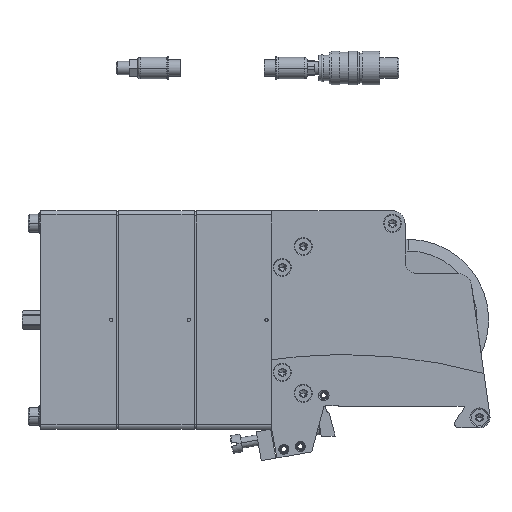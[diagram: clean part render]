
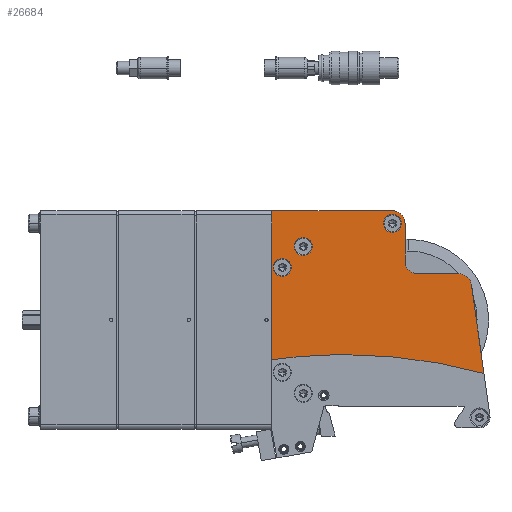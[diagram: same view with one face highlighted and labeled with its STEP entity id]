
A CAD part, left-side view. The second image highlights one B-rep face of the part: STEP entity #26684.
In plain terms, the highlighted planar face has unit normal (-1, 0, 0).
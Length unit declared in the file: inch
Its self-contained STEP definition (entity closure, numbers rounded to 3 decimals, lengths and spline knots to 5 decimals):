
#109 = CARTESIAN_POINT ( 'NONE',  ( 0.00394, 1.25945, -0.74803 ) ) ;
#426 = CARTESIAN_POINT ( 'NONE',  ( 0.00394, 0.6689, 1.21063 ) ) ;
#569 = VERTEX_POINT ( 'NONE', #16276 ) ;
#744 = EDGE_CURVE ( 'NONE', #6992, #4982, #16086, .T. ) ;
#1166 = VERTEX_POINT ( 'NONE', #24802 ) ;
#1338 = AXIS2_PLACEMENT_3D ( 'NONE', #7172, #25965, #28839 ) ;
#2191 = CARTESIAN_POINT ( 'NONE',  ( 0.00394, -1.00433, 1.81102 ) ) ;
#2813 = DIRECTION ( 'NONE',  ( 0., 0., 1. ) ) ;
#2939 = EDGE_CURVE ( 'NONE', #6410, #25039, #5668, .T. ) ;
#3046 = ORIENTED_EDGE ( 'NONE', *, *, #12317, .T. ) ;
#3511 = DIRECTION ( 'NONE',  ( -1., 0., 0. ) ) ;
#3750 = DIRECTION ( 'NONE',  ( -1., 0., 0. ) ) ;
#3775 = CIRCLE ( 'NONE', #10856, 0.16732 ) ;
#3969 = CARTESIAN_POINT ( 'NONE',  ( 0.00394, -1.24055, 1.81102 ) ) ;
#4156 = CARTESIAN_POINT ( 'NONE',  ( 0.00394, 1.25945, -0.74803 ) ) ;
#4496 = VERTEX_POINT ( 'NONE', #25736 ) ;
#4545 = CIRCLE ( 'NONE', #26406, 0.16732 ) ;
#4587 = DIRECTION ( 'NONE',  ( 0., 0., 1. ) ) ;
#4603 = CARTESIAN_POINT ( 'NONE',  ( 0.00394, -0.11225, -10.4945 ) ) ;
#4646 = CARTESIAN_POINT ( 'NONE',  ( 0.00394, -2.72077, -1.00394 ) ) ;
#4957 = CARTESIAN_POINT ( 'NONE',  ( 0.00394, -1.47677, 0.86614 ) ) ;
#4982 = VERTEX_POINT ( 'NONE', #16935 ) ;
#5068 = AXIS2_PLACEMENT_3D ( 'NONE', #4603, #19251, #16362 ) ;
#5100 = DIRECTION ( 'NONE',  ( 0., 1., 0. ) ) ;
#5242 = DIRECTION ( 'NONE',  ( 0., 0., 1. ) ) ;
#5358 = CIRCLE ( 'NONE', #21606, 0.23622 ) ;
#5399 = VECTOR ( 'NONE', #7078, 39.37008 ) ;
#5415 = CARTESIAN_POINT ( 'NONE',  ( 0.00394, 1.25945, 2.04724 ) ) ;
#5600 = ORIENTED_EDGE ( 'NONE', *, *, #13531, .F. ) ;
#5668 = CIRCLE ( 'NONE', #12726, 0.23622 ) ;
#6039 = CARTESIAN_POINT ( 'NONE',  ( 0.00394, -0.11225, -10.4945 ) ) ;
#6362 = ORIENTED_EDGE ( 'NONE', *, *, #9992, .F. ) ;
#6410 = VERTEX_POINT ( 'NONE', #4957 ) ;
#6437 = CARTESIAN_POINT ( 'NONE',  ( 0.00394, -1.47677, 0.86614 ) ) ;
#6992 = VERTEX_POINT ( 'NONE', #18617 ) ;
#7042 = CIRCLE ( 'NONE', #27868, 0.16732 ) ;
#7078 = DIRECTION ( 'NONE',  ( 0., 0.139, 0.99 ) ) ;
#7172 = CARTESIAN_POINT ( 'NONE',  ( 0.00394, -1.00433, 1.81102 ) ) ;
#7595 = CARTESIAN_POINT ( 'NONE',  ( 0.00394, 1.0626, 0.98425 ) ) ;
#7922 = ORIENTED_EDGE ( 'NONE', *, *, #14764, .F. ) ;
#7991 = AXIS2_PLACEMENT_3D ( 'NONE', #6039, #3511, #13149 ) ;
#8244 = VERTEX_POINT ( 'NONE', #426 ) ;
#8724 = DIRECTION ( 'NONE',  ( 0., 0., -1. ) ) ;
#9228 = VERTEX_POINT ( 'NONE', #30929 ) ;
#9353 = VECTOR ( 'NONE', #31091, 39.37008 ) ;
#9731 = ORIENTED_EDGE ( 'NONE', *, *, #2939, .T. ) ;
#9992 = EDGE_CURVE ( 'NONE', #4982, #6992, #10761, .T. ) ;
#10072 = LINE ( 'NONE', #31288, #5399 ) ;
#10209 = ORIENTED_EDGE ( 'NONE', *, *, #24319, .T. ) ;
#10373 = VERTEX_POINT ( 'NONE', #4646 ) ;
#10761 = CIRCLE ( 'NONE', #15350, 0.16732 ) ;
#10856 = AXIS2_PLACEMENT_3D ( 'NONE', #7595, #29903, #22109 ) ;
#10888 = EDGE_CURVE ( 'NONE', #18316, #16539, #26889, .T. ) ;
#11086 = CARTESIAN_POINT ( 'NONE',  ( 0.00394, 1.25945, 2.04724 ) ) ;
#11218 = DIRECTION ( 'NONE',  ( 0., 0., 1. ) ) ;
#11458 = DIRECTION ( 'NONE',  ( 1., 0., 0. ) ) ;
#11627 = CIRCLE ( 'NONE', #5068, 9.84252 ) ;
#12160 = DIRECTION ( 'NONE',  ( 0., 0., 1. ) ) ;
#12317 = EDGE_CURVE ( 'NONE', #1166, #18316, #15023, .T. ) ;
#12412 = ORIENTED_EDGE ( 'NONE', *, *, #744, .F. ) ;
#12462 = CARTESIAN_POINT ( 'NONE',  ( 0.00394, -0.11225, -10.4945 ) ) ;
#12726 = AXIS2_PLACEMENT_3D ( 'NONE', #16419, #11458, #18656 ) ;
#12971 = CARTESIAN_POINT ( 'NONE',  ( 0.00394, -1.24055, 1.10236 ) ) ;
#13149 = DIRECTION ( 'NONE',  ( 0., 0., 1. ) ) ;
#13167 = ORIENTED_EDGE ( 'NONE', *, *, #18453, .F. ) ;
#13386 = DIRECTION ( 'NONE',  ( 0., 0., 1. ) ) ;
#13527 = DIRECTION ( 'NONE',  ( -1., 0., 0. ) ) ;
#13531 = EDGE_CURVE ( 'NONE', #22382, #8244, #4545, .T. ) ;
#13619 = ORIENTED_EDGE ( 'NONE', *, *, #24689, .T. ) ;
#13705 = ORIENTED_EDGE ( 'NONE', *, *, #18996, .T. ) ;
#13832 = AXIS2_PLACEMENT_3D ( 'NONE', #12462, #27013, #12160 ) ;
#14190 = ORIENTED_EDGE ( 'NONE', *, *, #28865, .T. ) ;
#14531 = CARTESIAN_POINT ( 'NONE',  ( 0.00394, -0.11225, -0.65198 ) ) ;
#14724 = DIRECTION ( 'NONE',  ( -1., 0., 0. ) ) ;
#14764 = EDGE_CURVE ( 'NONE', #9228, #26847, #7042, .T. ) ;
#15023 = CIRCLE ( 'NONE', #1338, 0.23622 ) ;
#15350 = AXIS2_PLACEMENT_3D ( 'NONE', #2191, #26382, #11218 ) ;
#15405 = FACE_OUTER_BOUND ( 'NONE', #26158, .T. ) ;
#15776 = CIRCLE ( 'NONE', #23990, 0.16732 ) ;
#15908 = EDGE_CURVE ( 'NONE', #8244, #22382, #15776, .T. ) ;
#15921 = CARTESIAN_POINT ( 'NONE',  ( 0.00394, 1.0626, 0.98425 ) ) ;
#16086 = CIRCLE ( 'NONE', #20198, 0.16732 ) ;
#16276 = CARTESIAN_POINT ( 'NONE',  ( 0.00394, -2.25261, 0.86614 ) ) ;
#16362 = DIRECTION ( 'NONE',  ( 0., 0., 1. ) ) ;
#16419 = CARTESIAN_POINT ( 'NONE',  ( 0.00394, -1.47677, 1.10236 ) ) ;
#16424 = CIRCLE ( 'NONE', #13832, 9.84252 ) ;
#16539 = VERTEX_POINT ( 'NONE', #11086 ) ;
#16691 = EDGE_CURVE ( 'NONE', #21180, #10373, #16424, .T. ) ;
#16935 = CARTESIAN_POINT ( 'NONE',  ( 0.00394, -1.00433, 1.97835 ) ) ;
#17278 = DIRECTION ( 'NONE',  ( -1., 0., 0. ) ) ;
#18278 = LINE ( 'NONE', #4156, #20827 ) ;
#18316 = VERTEX_POINT ( 'NONE', #25615 ) ;
#18453 = EDGE_CURVE ( 'NONE', #26847, #9228, #3775, .T. ) ;
#18617 = CARTESIAN_POINT ( 'NONE',  ( 0.00394, -1.00433, 1.6437 ) ) ;
#18656 = DIRECTION ( 'NONE',  ( 0., 0., 1. ) ) ;
#18812 = DIRECTION ( 'NONE',  ( 0., 0., 1. ) ) ;
#18974 = CARTESIAN_POINT ( 'NONE',  ( 0.00394, 0.6689, 1.37795 ) ) ;
#18996 = EDGE_CURVE ( 'NONE', #4496, #569, #5358, .T. ) ;
#19251 = DIRECTION ( 'NONE',  ( 1., 0., 0. ) ) ;
#20198 = AXIS2_PLACEMENT_3D ( 'NONE', #21626, #14724, #5242 ) ;
#20371 = FACE_BOUND ( 'NONE', #24699, .T. ) ;
#20827 = VECTOR ( 'NONE', #8724, 39.37008 ) ;
#21049 = EDGE_LOOP ( 'NONE', ( #6362, #12412 ) ) ;
#21065 = VECTOR ( 'NONE', #5100, 39.37008 ) ;
#21094 = CARTESIAN_POINT ( 'NONE',  ( 0.00394, -2.25261, 0.62992 ) ) ;
#21180 = VERTEX_POINT ( 'NONE', #14531 ) ;
#21606 = AXIS2_PLACEMENT_3D ( 'NONE', #21094, #3750, #13386 ) ;
#21626 = CARTESIAN_POINT ( 'NONE',  ( 0.00394, -1.00433, 1.81102 ) ) ;
#22109 = DIRECTION ( 'NONE',  ( 0., 0., 1. ) ) ;
#22382 = VERTEX_POINT ( 'NONE', #28975 ) ;
#23401 = FACE_BOUND ( 'NONE', #31117, .T. ) ;
#23625 = DIRECTION ( 'NONE',  ( 0., 0., 1. ) ) ;
#23990 = AXIS2_PLACEMENT_3D ( 'NONE', #18974, #13527, #18812 ) ;
#24178 = CARTESIAN_POINT ( 'NONE',  ( 0.00394, 0.6689, 1.37795 ) ) ;
#24319 = EDGE_CURVE ( 'NONE', #569, #6410, #28227, .T. ) ;
#24689 = EDGE_CURVE ( 'NONE', #25039, #1166, #25760, .T. ) ;
#24699 = EDGE_LOOP ( 'NONE', ( #5600, #26616 ) ) ;
#24769 = CARTESIAN_POINT ( 'NONE',  ( 0.00394, 1.0626, 1.15157 ) ) ;
#24802 = CARTESIAN_POINT ( 'NONE',  ( 0.00394, -1.24055, 1.81102 ) ) ;
#25039 = VERTEX_POINT ( 'NONE', #12971 ) ;
#25303 = PLANE ( 'NONE',  #7991 ) ;
#25451 = FACE_BOUND ( 'NONE', #21049, .T. ) ;
#25615 = CARTESIAN_POINT ( 'NONE',  ( 0.00394, -1.00433, 2.04724 ) ) ;
#25736 = CARTESIAN_POINT ( 'NONE',  ( 0.00394, -2.48653, 0.6628 ) ) ;
#25760 = LINE ( 'NONE', #3969, #27216 ) ;
#25965 = DIRECTION ( 'NONE',  ( -1., 0., 0. ) ) ;
#25982 = DIRECTION ( 'NONE',  ( -1., 0., 0. ) ) ;
#26158 = EDGE_LOOP ( 'NONE', ( #29822, #13705, #10209, #9731, #13619, #3046, #28844, #14190, #27876, #31349 ) ) ;
#26382 = DIRECTION ( 'NONE',  ( -1., 0., 0. ) ) ;
#26406 = AXIS2_PLACEMENT_3D ( 'NONE', #24178, #17278, #2813 ) ;
#26616 = ORIENTED_EDGE ( 'NONE', *, *, #15908, .F. ) ;
#26684 = ADVANCED_FACE ( 'NONE', ( #25451, #20371, #23401, #15405 ), #25303, .T. ) ;
#26847 = VERTEX_POINT ( 'NONE', #24769 ) ;
#26889 = LINE ( 'NONE', #5415, #21065 ) ;
#27013 = DIRECTION ( 'NONE',  ( 1., 0., 0. ) ) ;
#27216 = VECTOR ( 'NONE', #4587, 39.37008 ) ;
#27800 = EDGE_CURVE ( 'NONE', #30185, #21180, #11627, .T. ) ;
#27868 = AXIS2_PLACEMENT_3D ( 'NONE', #15921, #25982, #23625 ) ;
#27876 = ORIENTED_EDGE ( 'NONE', *, *, #27800, .T. ) ;
#28227 = LINE ( 'NONE', #6437, #9353 ) ;
#28839 = DIRECTION ( 'NONE',  ( 0., 0., 1. ) ) ;
#28844 = ORIENTED_EDGE ( 'NONE', *, *, #10888, .T. ) ;
#28865 = EDGE_CURVE ( 'NONE', #16539, #30185, #18278, .T. ) ;
#28975 = CARTESIAN_POINT ( 'NONE',  ( 0.00394, 0.6689, 1.54528 ) ) ;
#29822 = ORIENTED_EDGE ( 'NONE', *, *, #30976, .T. ) ;
#29903 = DIRECTION ( 'NONE',  ( -1., 0., 0. ) ) ;
#30185 = VERTEX_POINT ( 'NONE', #109 ) ;
#30929 = CARTESIAN_POINT ( 'NONE',  ( 0.00394, 1.0626, 0.81693 ) ) ;
#30976 = EDGE_CURVE ( 'NONE', #10373, #4496, #10072, .T. ) ;
#31091 = DIRECTION ( 'NONE',  ( 0., 1., 0. ) ) ;
#31117 = EDGE_LOOP ( 'NONE', ( #13167, #7922 ) ) ;
#31288 = CARTESIAN_POINT ( 'NONE',  ( 0.00394, -2.48653, 0.6628 ) ) ;
#31349 = ORIENTED_EDGE ( 'NONE', *, *, #16691, .T. ) ;
